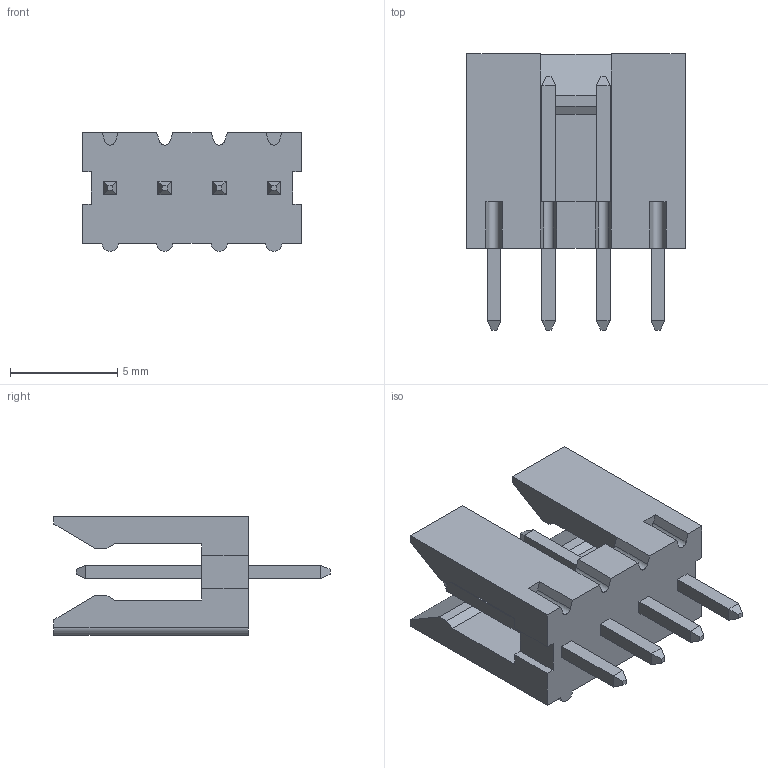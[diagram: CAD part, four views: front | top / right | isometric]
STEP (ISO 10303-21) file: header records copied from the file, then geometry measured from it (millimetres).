
FILE_DESCRIPTION((''),'2;1');
FILE_NAME('69167-X04','2021-10-06T',('XuanM'),('AFCI'),'CREO PARAMETRIC BY PTC INC, 2016130','CREO PARAMETRIC BY PTC INC, 2016130','');
FILE_SCHEMA(('AUTOMOTIVE_DESIGN { 1 0 10303 214 1 1 1 1 }'));
Length unit declared in the file: inch
Products named in the file (1): 69167-X04
Bounding box: 10.16 x 12.85 x 5.54 mm (x, y, z)
Volume: 271.1 mm3; surface area: 562.1 mm2
Topology: 1 solids, 1 shells, 127 faces, 317 edges, 200 vertices
Faces by surface type: plane 119, cylinder 8
Entity records: 4949 total; most frequent: CARTESIAN_POINT 646, ORIENTED_EDGE 634, DIRECTION 587, EDGE_CURVE 317, VECTOR 301, LINE 301, VERTEX_POINT 200, COLOUR_RGB 182
